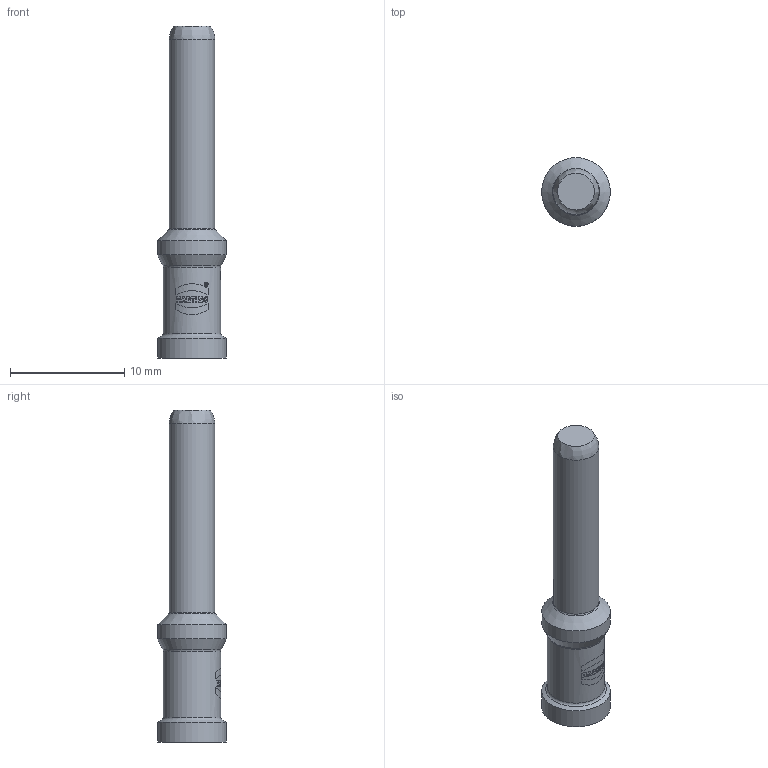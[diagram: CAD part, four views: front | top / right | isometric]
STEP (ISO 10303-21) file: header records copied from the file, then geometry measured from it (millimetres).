
FILE_DESCRIPTION(/* description */ (''),/* implementation_level */ '2;1');
FILE_NAME(/* name */ '100095403ugm000_c.stp',/* time_stamp */ '2017-10-24T07:32:18+02:00',/* author */ (''),/* organization */ (''),/* preprocessor_version */ 'ST-DEVELOPER v16',/* originating_system */ 'SIEMENS PLM Software NX 10.0',/* authorisation */ '');
FILE_SCHEMA (('AUTOMOTIVE_DESIGN { 1 0 10303 214 3 1 1 1 }'));
Length unit declared in the file: millimetre
Products named in the file (1): 100095403ugm000_c
Bounding box: 6 x 6 x 29 mm (x, y, z)
Volume: 371.6 mm3; surface area: 564.8 mm2
Topology: 1 solids, 1 shells, 32 faces, 130 edges, 115 vertices
Faces by surface type: cylinder 21, cone 5, torus 3, plane 2, bspline 1
Full cylindrical faces by diameter (mm): 0.8 x1, 3.525 x1, 3.975 x1, 5 x1, 6 x2
Entity records: 1966 total; most frequent: CARTESIAN_POINT 815, ORIENTED_EDGE 210, DIRECTION 192, VERTEX_POINT 106, EDGE_CURVE 105, AXIS2_PLACEMENT_3D 81, EDGE_LOOP 64, FACE_BOUND 54
